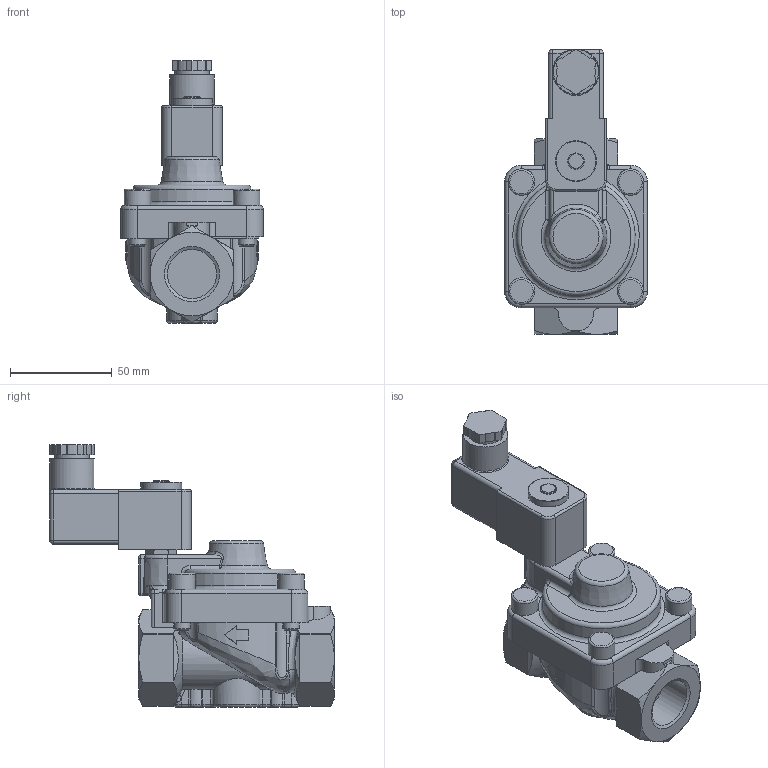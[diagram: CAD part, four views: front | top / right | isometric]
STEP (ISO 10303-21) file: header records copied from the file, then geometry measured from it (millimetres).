
FILE_DESCRIPTION(/* description */ ('3D-Modell'),/* implementation_level */ '2;1');
FILE_NAME(/* name */ '051.000120_B5124-1001-.182.stp',/* time_stamp */ '2019-08-28T07:27:23+02:00',/* author */ ('CBeuthner'),/* organization */ (''),/* preprocessor_version */ 'ST-DEVELOPER v16.1',/* originating_system */ 'Autodesk Inventor 2016',/* authorisation */ '');
FILE_SCHEMA (('CONFIG_CONTROL_DESIGN'));
Length unit declared in the file: millimetre
Products named in the file (1): 90-005802
Bounding box: 70 x 139.8 x 129 mm (x, y, z)
Volume: 296336.7 mm3; surface area: 59576.2 mm2
Topology: 2 solids, 9 shells, 521 faces, 1298 edges, 787 vertices
Faces by surface type: plane 165, cylinder 159, bspline 74, cone 61, torus 52, sphere 10
Full cylindrical faces by diameter (mm): 7 x1, 7.8 x2, 8 x6, 10 x1, 13 x4, 16 x1, 17 x1, 20 x1, 22 x1, 24.117 x2, 44 x2, 48.4 x1
Entity records: 21905 total; most frequent: CARTESIAN_POINT 9803, ORIENTED_EDGE 2432, DIRECTION 2322, EDGE_CURVE 1215, AXIS2_PLACEMENT_3D 950, VERTEX_POINT 767, EDGE_LOOP 588, FACE_OUTER_BOUND 521
